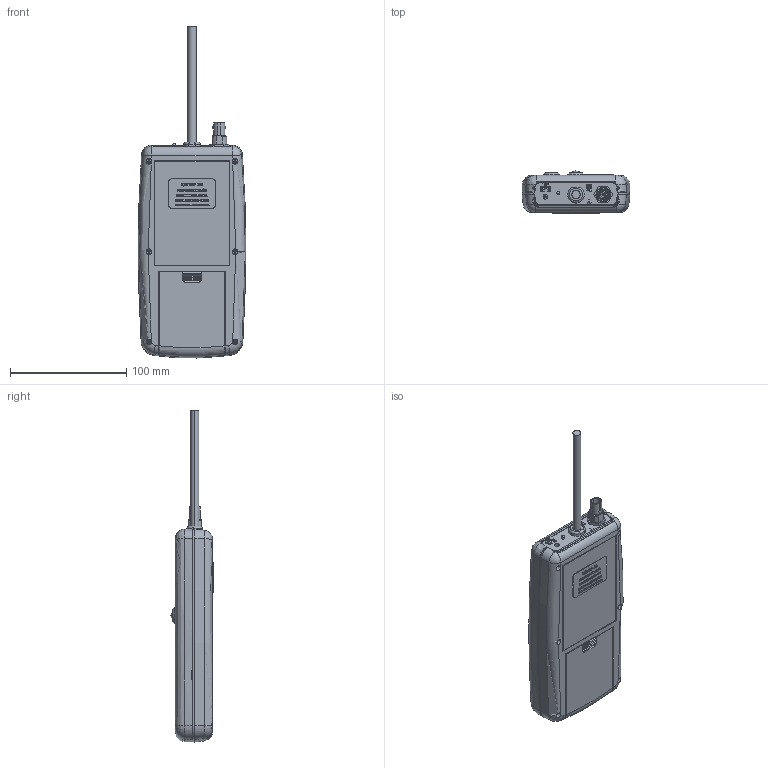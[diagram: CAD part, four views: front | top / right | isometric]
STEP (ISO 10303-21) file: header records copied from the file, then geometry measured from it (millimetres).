
FILE_DESCRIPTION (( 'STEP AP214' ), '1' );
FILE_NAME ('CWT ASSY.STEP', '2024-04-13T13:05:04', ( '' ), ( '' ), 'SwSTEP 2.0', 'SolidWorks 2021', '' );
FILE_SCHEMA (( 'AUTOMOTIVE_DESIGN' ));
Length unit declared in the file: millimetre
Products named in the file (11): CWT ASSY; 50f2115_222117-1; CWT Body; PUSH BUTTON; BODY ASSY_Light Grey; LED; LABEL Light Grey_Light Grey; STRAIN RELIEF; CABLE^CWT ASSY; CWT LABEL; 2676_8021_LED
Assembly tree (10 placements, depth 4):
  CWT ASSY
    BODY ASSY_Light Grey
      CWT Body
      2676_8021_LED
        LED
      PUSH BUTTON
      LABEL Light Grey_Light Grey
    50f2115_222117-1
    STRAIN RELIEF
    CABLE^CWT ASSY
    CWT LABEL
Bounding box: 92.69 x 36.22 x 285.26 mm (x, y, z)
Volume: 12251.2 mm3; surface area: 149683.4 mm2
Topology: 128 solids, 147 shells, 5458 faces, 14478 edges, 9493 vertices
Faces by surface type: plane 3101, bspline 1364, cylinder 694, cone 199, torus 96, sphere 4
Entity records: 303136 total; most frequent: CARTESIAN_POINT 122264, ORIENTED_EDGE 28890, DIRECTION 18141, EDGE_CURVE 14468, VERTEX_POINT 9491, VECTOR 8067, LINE 8067, EDGE_LOOP 5778
